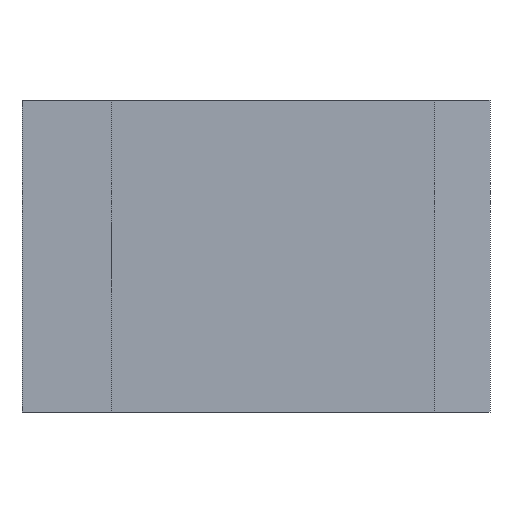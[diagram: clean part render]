
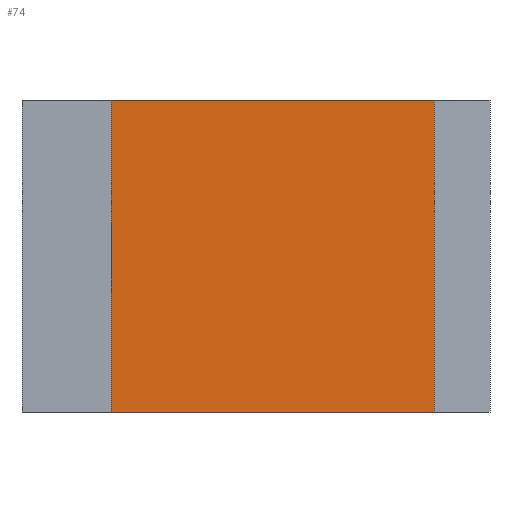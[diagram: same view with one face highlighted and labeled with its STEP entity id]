
A CAD part, left-side view. The second image highlights one B-rep face of the part: STEP entity #74.
In plain terms, the highlighted planar face has unit normal (-1, 0, 0).
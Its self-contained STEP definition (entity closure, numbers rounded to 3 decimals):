
#74 = ADVANCED_FACE( '', ( #154 ), #155, .F. );
#154 = FACE_OUTER_BOUND( '', #231, .T. );
#155 = PLANE( '', #232 );
#231 = EDGE_LOOP( '', ( #378, #379, #380, #381 ) );
#232 = AXIS2_PLACEMENT_3D( '', #382, #383, #384 );
#378 = ORIENTED_EDGE( '', *, *, #464, .T. );
#379 = ORIENTED_EDGE( '', *, *, #443, .F. );
#380 = ORIENTED_EDGE( '', *, *, #486, .F. );
#381 = ORIENTED_EDGE( '', *, *, #472, .T. );
#382 = CARTESIAN_POINT( '', ( -20., 34., 28. ) );
#383 = DIRECTION( '', ( 1., 0., 0. ) );
#384 = DIRECTION( '', ( 0., 0., -1. ) );
#443 = EDGE_CURVE( '', #522, #520, #524, .T. );
#464 = EDGE_CURVE( '', #558, #520, #559, .T. );
#472 = EDGE_CURVE( '', #570, #558, #571, .T. );
#486 = EDGE_CURVE( '', #570, #522, #588, .T. );
#520 = VERTEX_POINT( '', #635 );
#522 = VERTEX_POINT( '', #638 );
#524 = LINE( '', #641, #642 );
#558 = VERTEX_POINT( '', #739 );
#559 = LINE( '', #740, #741 );
#570 = VERTEX_POINT( '', #756 );
#571 = LINE( '', #757, #758 );
#588 = LINE( '', #781, #782 );
#635 = CARTESIAN_POINT( '', ( -20., 5., 0. ) );
#638 = CARTESIAN_POINT( '', ( -20., 5., 28. ) );
#641 = CARTESIAN_POINT( '', ( -20., 5., 28. ) );
#642 = VECTOR( '', #809, 1000. );
#739 = CARTESIAN_POINT( '', ( -20., 34., 0. ) );
#740 = CARTESIAN_POINT( '', ( -20., 34., 0. ) );
#741 = VECTOR( '', #835, 1000. );
#756 = CARTESIAN_POINT( '', ( -20., 34., 28. ) );
#757 = CARTESIAN_POINT( '', ( -20., 34., 28. ) );
#758 = VECTOR( '', #843, 1000. );
#781 = CARTESIAN_POINT( '', ( -20., 34., 28. ) );
#782 = VECTOR( '', #853, 1000. );
#809 = DIRECTION( '', ( 0., 0., -1. ) );
#835 = DIRECTION( '', ( 0., -1., 0. ) );
#843 = DIRECTION( '', ( 0., 0., -1. ) );
#853 = DIRECTION( '', ( 0., -1., 0. ) );
